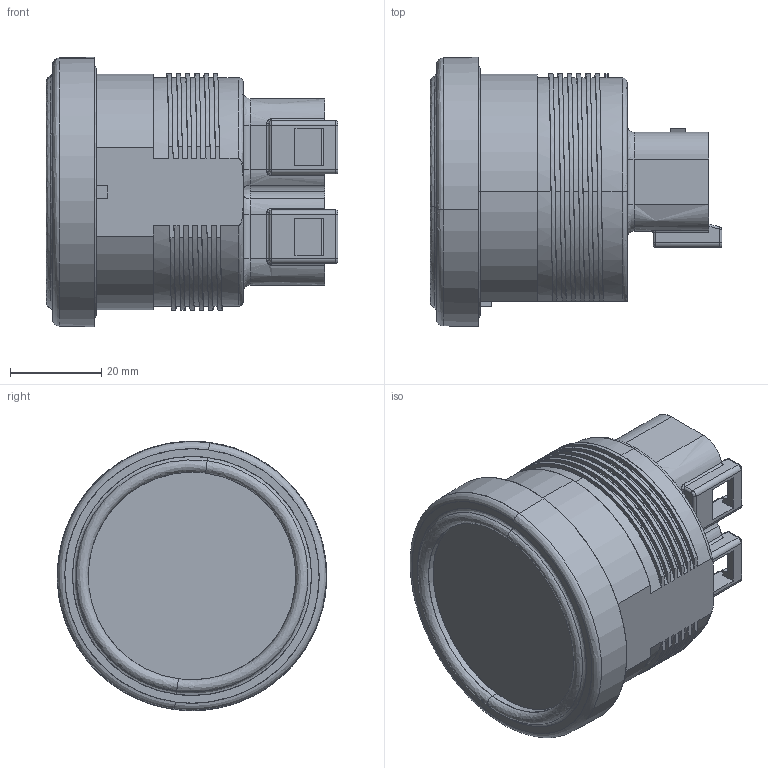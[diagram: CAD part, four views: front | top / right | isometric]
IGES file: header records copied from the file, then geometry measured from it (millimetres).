
Start section: SolidWorks IGES file using analytic representation for surfaces
Global section: file name: PVAA20BB.IGS; native system: SolidWorks 2012; preprocessor: SolidWorks 2012; author: csiebert; date: 150918.080043; units: inch
Bounding box: 63.88 x 59 x 59.01 mm (x, y, z)
Surface area: 20888 mm2 (no closed solid volume)
Topology: 0 solids, 0 shells, 343 faces, 4729 edges, 5575 vertices
Faces by surface type: bspline 213, revolution 130
